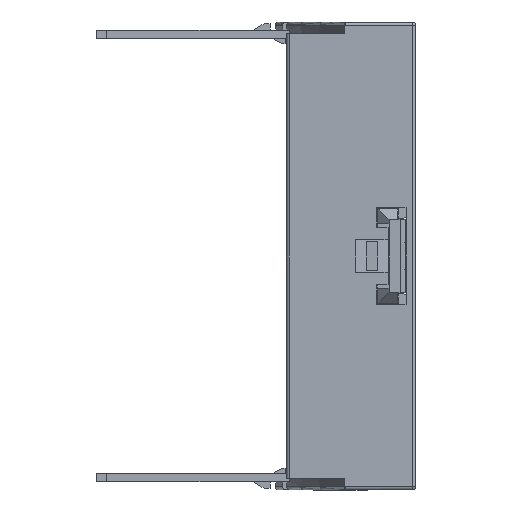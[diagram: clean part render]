
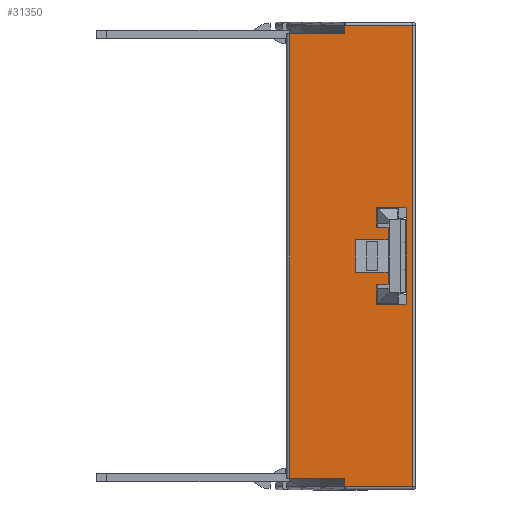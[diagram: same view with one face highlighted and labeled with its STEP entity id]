
A CAD part, left-side view. The second image highlights one B-rep face of the part: STEP entity #31350.
In plain terms, the highlighted planar face has unit normal (-1, 0, 0).
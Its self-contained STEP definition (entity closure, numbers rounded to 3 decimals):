
#29700=CARTESIAN_POINT('',(-44.6,2.512,
14.527));
#29710=DIRECTION('',(-1.,0.,0.));
#29720=DIRECTION('',(0.,1.,0.));
#29730=AXIS2_PLACEMENT_3D('',#29700,#29710,#29720);
#29740=PLANE('',#29730);
#29750=CARTESIAN_POINT('',(-44.6,10.,
-23.928));
#29760=DIRECTION('',(0.,1.,
-0.017));
#29770=VECTOR('',#29760,1.);
#29780=LINE('',#29750,#29770);
#29790=CARTESIAN_POINT('',(-44.6,-4.5,
-23.675));
#29800=VERTEX_POINT('',#29790);
#29810=CARTESIAN_POINT('',(-44.6,0.,
-23.754));
#29820=VERTEX_POINT('',#29810);
#29830=EDGE_CURVE('',#29800,#29820,#29780,.T.);
#29840=ORIENTED_EDGE('',*,*,#29830,.T.);
#29850=CARTESIAN_POINT('',(-44.6,-4.5,
19.167));
#29860=DIRECTION('',(0.,0.,1.));
#29870=VECTOR('',#29860,1.);
#29880=LINE('',#29850,#29870);
#29890=CARTESIAN_POINT('',(-44.6,-4.5,
-8.925));
#29900=VERTEX_POINT('',#29890);
#29910=EDGE_CURVE('',#29800,#29900,#29880,.T.);
#29920=ORIENTED_EDGE('',*,*,#29910,.F.);
#29930=CARTESIAN_POINT('',(-44.6,10.,
-8.672));
#29940=DIRECTION('',(0.,-1.,
-0.017));
#29950=VECTOR('',#29940,1.);
#29960=LINE('',#29930,#29950);
#29970=CARTESIAN_POINT('',(-44.6,0.,
-8.846));
#29980=VERTEX_POINT('',#29970);
#29990=EDGE_CURVE('',#29980,#29900,#29960,.T.);
#30000=ORIENTED_EDGE('',*,*,#29990,.T.);
#30010=CARTESIAN_POINT('',(-44.6,0.,
19.167));
#30020=DIRECTION('',(0.,0.,-1.));
#30030=VECTOR('',#30020,1.);
#30040=LINE('',#30010,#30030);
#30050=CARTESIAN_POINT('',(-44.6,0.,
-11.9));
#30060=VERTEX_POINT('',#30050);
#30070=EDGE_CURVE('',#29980,#30060,#30040,.T.);
#30080=ORIENTED_EDGE('',*,*,#30070,.F.);
#30090=CARTESIAN_POINT('',(-44.6,10.,
-11.9));
#30100=DIRECTION('',(0.,-1.,0.));
#30110=VECTOR('',#30100,1.);
#30120=LINE('',#30090,#30110);
#30130=CARTESIAN_POINT('',(-44.6,-1.75,
-11.9));
#30140=VERTEX_POINT('',#30130);
#30150=EDGE_CURVE('',#30060,#30140,#30120,.T.);
#30160=ORIENTED_EDGE('',*,*,#30150,.F.);
#30170=CARTESIAN_POINT('',(-44.6,-1.75,
19.167));
#30180=DIRECTION('',(0.,0.,1.));
#30190=VECTOR('',#30180,1.);
#30200=LINE('',#30170,#30190);
#30210=CARTESIAN_POINT('',(-44.6,-1.75,
-13.8));
#30220=VERTEX_POINT('',#30210);
#30230=EDGE_CURVE('',#30220,#30140,#30200,.T.);
#30240=ORIENTED_EDGE('',*,*,#30230,.T.);
#30250=CARTESIAN_POINT('',(-44.6,10.,
-13.8));
#30260=DIRECTION('',(0.,-1.,0.));
#30270=VECTOR('',#30260,1.);
#30280=LINE('',#30250,#30270);
#30290=CARTESIAN_POINT('',(-44.6,3.195,
-13.8));
#30300=VERTEX_POINT('',#30290);
#30310=EDGE_CURVE('',#30300,#30220,#30280,.T.);
#30320=ORIENTED_EDGE('',*,*,#30310,.T.);
#30330=CARTESIAN_POINT('',(-44.6,3.195,
19.167));
#30340=DIRECTION('',(0.,0.,1.));
#30350=VECTOR('',#30340,1.);
#30360=LINE('',#30330,#30350);
#30370=CARTESIAN_POINT('',(-44.6,3.195,
-18.8));
#30380=VERTEX_POINT('',#30370);
#30390=EDGE_CURVE('',#30380,#30300,#30360,.T.);
#30400=ORIENTED_EDGE('',*,*,#30390,.T.);
#30410=CARTESIAN_POINT('',(-44.6,10.,
-18.8));
#30420=DIRECTION('',(0.,-1.,0.));
#30430=VECTOR('',#30420,1.);
#30440=LINE('',#30410,#30430);
#30450=CARTESIAN_POINT('',(-44.6,-1.75,
-18.8));
#30460=VERTEX_POINT('',#30450);
#30470=EDGE_CURVE('',#30380,#30460,#30440,.T.);
#30480=ORIENTED_EDGE('',*,*,#30470,.F.);
#30490=CARTESIAN_POINT('',(-44.6,-1.75,
-20.7));
#30500=VERTEX_POINT('',#30490);
#30510=EDGE_CURVE('',#30500,#30460,#30200,.T.);
#30520=ORIENTED_EDGE('',*,*,#30510,.T.);
#30530=CARTESIAN_POINT('',(-44.6,10.,
-20.7));
#30540=DIRECTION('',(0.,1.,0.));
#30550=VECTOR('',#30540,1.);
#30560=LINE('',#30530,#30550);
#30570=CARTESIAN_POINT('',(-44.6,0.,
-20.7));
#30580=VERTEX_POINT('',#30570);
#30590=EDGE_CURVE('',#30500,#30580,#30560,.T.);
#30600=ORIENTED_EDGE('',*,*,#30590,.F.);
#30610=CARTESIAN_POINT('',(-44.6,0.,
19.167));
#30620=DIRECTION('',(0.,0.,-1.));
#30630=VECTOR('',#30620,1.);
#30640=LINE('',#30610,#30630);
#30650=EDGE_CURVE('',#30580,#29820,#30640,.T.);
#30660=ORIENTED_EDGE('',*,*,#30650,.F.);
#30670=EDGE_LOOP('',(#30660,#30600,#30520,#30480,#30400,#30320,#30240,
#30160,#30080,#30000,#29920,#29840));
#30680=FACE_BOUND('',#30670,.T.);
#30690=CARTESIAN_POINT('',(-44.6,10.,
-51.6));
#30700=DIRECTION('',(0.,-1.,0.));
#30710=VECTOR('',#30700,1.);
#30720=LINE('',#30690,#30710);
#30730=CARTESIAN_POINT('',(-44.6,4.919,
-51.6));
#30740=VERTEX_POINT('',#30730);
#30750=CARTESIAN_POINT('',(-44.6,-5.5,
-51.6));
#30760=VERTEX_POINT('',#30750);
#30770=EDGE_CURVE('',#30740,#30760,#30720,.T.);
#30780=ORIENTED_EDGE('',*,*,#30770,.T.);
#30790=CARTESIAN_POINT('',(-44.6,4.919,
-50.85));
#30800=DIRECTION('',(0.,0.,-1.));
#30810=VECTOR('',#30800,1.);
#30820=LINE('',#30790,#30810);
#30830=CARTESIAN_POINT('',(-44.6,4.919,
-50.3));
#30840=VERTEX_POINT('',#30830);
#30850=EDGE_CURVE('',#30840,#30740,#30820,.T.);
#30860=ORIENTED_EDGE('',*,*,#30850,.T.);
#30870=CARTESIAN_POINT('',(-44.6,10.,
-50.3));
#30880=DIRECTION('',(0.,1.,0.));
#30890=VECTOR('',#30880,1.);
#30900=LINE('',#30870,#30890);
#30910=CARTESIAN_POINT('',(-44.6,13.3,
-50.3));
#30920=VERTEX_POINT('',#30910);
#30930=EDGE_CURVE('',#30840,#30920,#30900,.T.);
#30940=ORIENTED_EDGE('',*,*,#30930,.F.);
#30950=CARTESIAN_POINT('',(-44.6,13.3,
-16.833));
#30960=DIRECTION('',(0.,0.,-1.));
#30970=VECTOR('',#30960,1.);
#30980=LINE('',#30950,#30970);
#30990=CARTESIAN_POINT('',(-44.6,13.3,
17.7));
#31000=VERTEX_POINT('',#30990);
#31010=EDGE_CURVE('',#31000,#30920,#30980,.T.);
#31020=ORIENTED_EDGE('',*,*,#31010,.T.);
#31030=CARTESIAN_POINT('',(-44.6,10.,
17.7));
#31040=DIRECTION('',(0.,-1.,0.));
#31050=VECTOR('',#31040,1.);
#31060=LINE('',#31030,#31050);
#31070=CARTESIAN_POINT('',(-44.6,4.919,
17.7));
#31080=VERTEX_POINT('',#31070);
#31090=EDGE_CURVE('',#31000,#31080,#31060,.T.);
#31100=ORIENTED_EDGE('',*,*,#31090,.F.);
#31110=CARTESIAN_POINT('',(-44.6,4.919,
-14.85));
#31120=DIRECTION('',(0.,0.,-1.));
#31130=VECTOR('',#31120,1.);
#31140=LINE('',#31110,#31130);
#31150=CARTESIAN_POINT('',(-44.6,4.919,
19.));
#31160=VERTEX_POINT('',#31150);
#31170=EDGE_CURVE('',#31160,#31080,#31140,.T.);
#31180=ORIENTED_EDGE('',*,*,#31170,.T.);
#31190=CARTESIAN_POINT('',(-44.6,10.,
19.));
#31200=DIRECTION('',(0.,-1.,0.));
#31210=VECTOR('',#31200,1.);
#31220=LINE('',#31190,#31210);
#31230=CARTESIAN_POINT('',(-44.6,-5.5,
19.));
#31240=VERTEX_POINT('',#31230);
#31250=EDGE_CURVE('',#31160,#31240,#31220,.T.);
#31260=ORIENTED_EDGE('',*,*,#31250,.F.);
#31270=CARTESIAN_POINT('',(-44.6,-5.5,
19.167));
#31280=DIRECTION('',(0.,0.,1.));
#31290=VECTOR('',#31280,1.);
#31300=LINE('',#31270,#31290);
#31310=EDGE_CURVE('',#30760,#31240,#31300,.T.);
#31320=ORIENTED_EDGE('',*,*,#31310,.T.);
#31330=EDGE_LOOP('',(#31320,#31260,#31180,#31100,#31020,#30940,#30860,
#30780));
#31340=FACE_OUTER_BOUND('',#31330,.T.);
#31350=ADVANCED_FACE('',(#30680,#31340),#29740,.T.);
